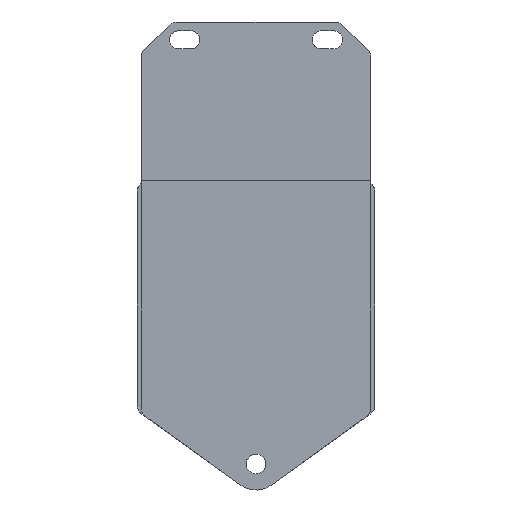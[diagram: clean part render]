
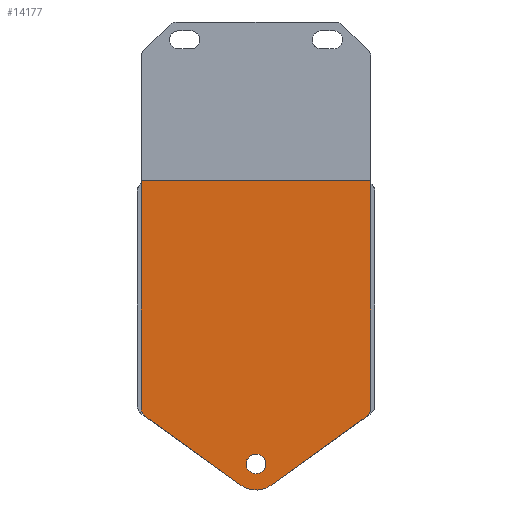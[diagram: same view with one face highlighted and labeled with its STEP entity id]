
A CAD part, front view. The second image highlights one B-rep face of the part: STEP entity #14177.
In plain terms, the highlighted free-form (B-spline) face has degree [1, 1] with [2, 2] control points.
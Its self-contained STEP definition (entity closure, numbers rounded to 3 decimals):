
#14089=CARTESIAN_POINT('',(-258.549,0.,-381.549));
#14090=CARTESIAN_POINT('',(-258.549,0.,77.549));
#14091=CARTESIAN_POINT('',(200.549,0.,-381.549));
#14092=CARTESIAN_POINT('',(200.549,0.,77.549));
#14093=B_SPLINE_SURFACE_WITH_KNOTS('',1,1,((#14089,#14090),(#14091,#14092)),.PLANE_SURF.,.F.,.F.,.U.,(2,2),(2,2),(0.,1.),(0.,1.),.UNSPECIFIED.);
#14094=CARTESIAN_POINT('',(-29.,0.,-97.169));
#14095=VERTEX_POINT('',#14094);
#14096=CARTESIAN_POINT('',(-27.75,0.,-99.605));
#14097=VERTEX_POINT('',#14096);
#14098=CARTESIAN_POINT('',(-29.,0.,-97.169));
#14099=CARTESIAN_POINT('',(-29.,0.,-98.707));
#14100=CARTESIAN_POINT('',(-27.75,0.,-99.605));
#14101=(BOUNDED_CURVE()B_SPLINE_CURVE(2,(#14098,#14099,#14100),.CIRCULAR_ARC.,.F.,.U.)B_SPLINE_CURVE_WITH_KNOTS((3,3),(0.,1.),.UNSPECIFIED.)CURVE()GEOMETRIC_REPRESENTATION_ITEM()RATIONAL_B_SPLINE_CURVE((1.,0.89,1.))REPRESENTATION_ITEM(''));
#14102=EDGE_CURVE('',#14095,#14097,#14101,.T.);
#14103=ORIENTED_EDGE('',*,*,#14102,.T.);
#14104=CARTESIAN_POINT('',(-3.792,0.,-116.814));
#14105=VERTEX_POINT('',#14104);
#14106=CARTESIAN_POINT('',(-27.75,0.,-99.605));
#14107=CARTESIAN_POINT('',(-3.792,0.,-116.814));
#14108=B_SPLINE_CURVE_WITH_KNOTS('',1,(#14106,#14107),.POLYLINE_FORM.,.F.,.U.,(2,2),(0.,1.),.UNSPECIFIED.);
#14109=EDGE_CURVE('',#14097,#14105,#14108,.T.);
#14110=ORIENTED_EDGE('',*,*,#14109,.T.);
#14111=CARTESIAN_POINT('',(3.792,0.,-116.814));
#14112=VERTEX_POINT('',#14111);
#14113=CARTESIAN_POINT('',(-3.792,0.,-116.814));
#14114=CARTESIAN_POINT('',(0.,0.,-119.538));
#14115=CARTESIAN_POINT('',(3.792,0.,-116.814));
#14116=(BOUNDED_CURVE()B_SPLINE_CURVE(2,(#14113,#14114,#14115),.CIRCULAR_ARC.,.F.,.U.)B_SPLINE_CURVE_WITH_KNOTS((3,3),(0.,1.),.UNSPECIFIED.)CURVE()GEOMETRIC_REPRESENTATION_ITEM()RATIONAL_B_SPLINE_CURVE((1.,0.812,1.))REPRESENTATION_ITEM(''));
#14117=EDGE_CURVE('',#14105,#14112,#14116,.T.);
#14118=ORIENTED_EDGE('',*,*,#14117,.T.);
#14119=CARTESIAN_POINT('',(27.75,0.,-99.605));
#14120=VERTEX_POINT('',#14119);
#14121=CARTESIAN_POINT('',(3.792,0.,-116.814));
#14122=CARTESIAN_POINT('',(27.75,0.,-99.605));
#14123=B_SPLINE_CURVE_WITH_KNOTS('',1,(#14121,#14122),.POLYLINE_FORM.,.F.,.U.,(2,2),(0.,1.),.UNSPECIFIED.);
#14124=EDGE_CURVE('',#14112,#14120,#14123,.T.);
#14125=ORIENTED_EDGE('',*,*,#14124,.T.);
#14126=CARTESIAN_POINT('',(29.,0.,-97.169));
#14127=VERTEX_POINT('',#14126);
#14128=CARTESIAN_POINT('',(27.75,0.,-99.605));
#14129=CARTESIAN_POINT('',(29.,0.,-98.707));
#14130=CARTESIAN_POINT('',(29.,0.,-97.169));
#14131=(BOUNDED_CURVE()B_SPLINE_CURVE(2,(#14128,#14129,#14130),.CIRCULAR_ARC.,.F.,.U.)B_SPLINE_CURVE_WITH_KNOTS((3,3),(0.,1.),.UNSPECIFIED.)CURVE()GEOMETRIC_REPRESENTATION_ITEM()RATIONAL_B_SPLINE_CURVE((1.,0.89,1.))REPRESENTATION_ITEM(''));
#14132=EDGE_CURVE('',#14120,#14127,#14131,.T.);
#14133=ORIENTED_EDGE('',*,*,#14132,.T.);
#14134=CARTESIAN_POINT('',(29.,0.,-40.));
#14135=VERTEX_POINT('',#14134);
#14136=CARTESIAN_POINT('',(29.,0.,-97.169));
#14137=CARTESIAN_POINT('',(29.,0.,-40.));
#14138=B_SPLINE_CURVE_WITH_KNOTS('',1,(#14136,#14137),.POLYLINE_FORM.,.F.,.U.,(2,2),(0.,0.648),.UNSPECIFIED.);
#14139=EDGE_CURVE('',#14127,#14135,#14138,.T.);
#14140=ORIENTED_EDGE('',*,*,#14139,.T.);
#14141=CARTESIAN_POINT('',(-29.,0.,-40.));
#14142=VERTEX_POINT('',#14141);
#14143=CARTESIAN_POINT('',(29.,0.,-40.));
#14144=CARTESIAN_POINT('',(-29.,0.,-40.));
#14145=B_SPLINE_CURVE_WITH_KNOTS('',1,(#14143,#14144),.POLYLINE_FORM.,.F.,.U.,(2,2),(0.017,0.983),.UNSPECIFIED.);
#14146=EDGE_CURVE('',#14135,#14142,#14145,.T.);
#14147=ORIENTED_EDGE('',*,*,#14146,.T.);
#14148=CARTESIAN_POINT('',(-29.,0.,-40.));
#14149=CARTESIAN_POINT('',(-29.,0.,-97.169));
#14150=B_SPLINE_CURVE_WITH_KNOTS('',1,(#14148,#14149),.POLYLINE_FORM.,.F.,.U.,(2,2),(0.352,1.),.UNSPECIFIED.);
#14151=EDGE_CURVE('',#14142,#14095,#14150,.T.);
#14152=ORIENTED_EDGE('',*,*,#14151,.T.);
#14153=EDGE_LOOP('',(#14103,#14110,#14118,#14125,#14133,#14140,#14147,#14152));
#14154=FACE_OUTER_BOUND('',#14153,.T.);
#14155=CARTESIAN_POINT('',(2.5,0.,-111.45));
#14156=VERTEX_POINT('',#14155);
#14157=CARTESIAN_POINT('',(0.,0.,-113.95));
#14158=VERTEX_POINT('',#14157);
#14159=CARTESIAN_POINT('',(2.5,0.,-111.45));
#14160=CARTESIAN_POINT('',(2.5,0.,-113.95));
#14161=CARTESIAN_POINT('',(0.,0.,-113.95));
#14162=(BOUNDED_CURVE()B_SPLINE_CURVE(2,(#14159,#14160,#14161),.CIRCULAR_ARC.,.F.,.U.)B_SPLINE_CURVE_WITH_KNOTS((3,3),(0.,0.25),.UNSPECIFIED.)CURVE()GEOMETRIC_REPRESENTATION_ITEM()RATIONAL_B_SPLINE_CURVE((1.,0.707,1.))REPRESENTATION_ITEM(''));
#14163=EDGE_CURVE('',#14156,#14158,#14162,.T.);
#14164=ORIENTED_EDGE('',*,*,#14163,.T.);
#14165=CARTESIAN_POINT('',(0.,0.,-113.95));
#14166=CARTESIAN_POINT('',(-2.5,0.,-113.95));
#14167=CARTESIAN_POINT('',(-2.5,0.,-111.45));
#14168=CARTESIAN_POINT('',(-2.5,0.,-108.95));
#14169=CARTESIAN_POINT('',(0.,0.,-108.95));
#14170=CARTESIAN_POINT('',(2.5,0.,-108.95));
#14171=CARTESIAN_POINT('',(2.5,0.,-111.45));
#14172=(BOUNDED_CURVE()B_SPLINE_CURVE(2,(#14165,#14166,#14167,#14168,#14169,#14170,#14171),.CIRCULAR_ARC.,.F.,.U.)B_SPLINE_CURVE_WITH_KNOTS((3,2,2,3),(0.25,0.5,0.75,1.),.UNSPECIFIED.)CURVE()GEOMETRIC_REPRESENTATION_ITEM()RATIONAL_B_SPLINE_CURVE((1.,0.707,1.,0.707,1.,0.707,1.))REPRESENTATION_ITEM(''));
#14173=EDGE_CURVE('',#14158,#14156,#14172,.T.);
#14174=ORIENTED_EDGE('',*,*,#14173,.T.);
#14175=EDGE_LOOP('',(#14164,#14174));
#14176=FACE_BOUND('',#14175,.T.);
#14177=ADVANCED_FACE('',(#14154,#14176),#14093,.T.);
